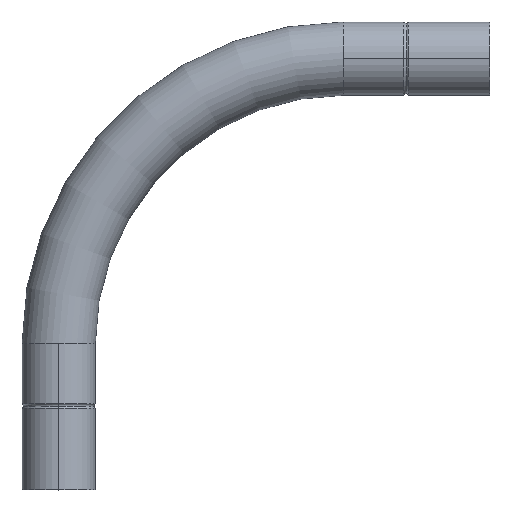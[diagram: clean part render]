
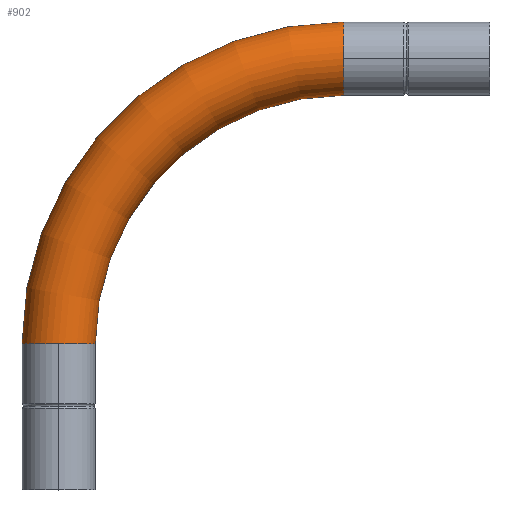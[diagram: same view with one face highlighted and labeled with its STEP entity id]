
A CAD part, top view. The second image highlights one B-rep face of the part: STEP entity #902.
In plain terms, the highlighted toroidal (fillet/blend) face has major radius 170 mm and minor radius 21.85 mm.
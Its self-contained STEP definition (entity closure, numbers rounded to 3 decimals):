
#9 = CARTESIAN_POINT ( 'NONE',  ( 0., 0., 0. ) ) ;
#17 = EDGE_CURVE ( 'NONE', #920, #1111, #62, .T. ) ;
#24 = AXIS2_PLACEMENT_3D ( 'NONE', #89, #90, #96 ) ;
#62 = CIRCLE ( 'NONE', #931, 21.85 ) ;
#72 = CARTESIAN_POINT ( 'NONE',  ( 0., 191.85, 0. ) ) ;
#89 = CARTESIAN_POINT ( 'NONE',  ( 0., 170., 0. ) ) ;
#90 = DIRECTION ( 'NONE',  ( -1., 0., 0. ) ) ;
#96 = DIRECTION ( 'NONE',  ( 0., 0., 1. ) ) ;
#116 = AXIS2_PLACEMENT_3D ( 'NONE', #588, #593, #673 ) ;
#126 = VERTEX_POINT ( 'NONE', #769 ) ;
#139 = DIRECTION ( 'NONE',  ( 0., 0., -1. ) ) ;
#171 = VERTEX_POINT ( 'NONE', #72 ) ;
#210 = FACE_OUTER_BOUND ( 'NONE', #737, .T. ) ;
#215 = CARTESIAN_POINT ( 'NONE',  ( 0., 0., 0. ) ) ;
#227 = ORIENTED_EDGE ( 'NONE', *, *, #340, .T. ) ;
#272 = CARTESIAN_POINT ( 'NONE',  ( -191.85, 0., 0. ) ) ;
#278 = VERTEX_POINT ( 'NONE', #477 ) ;
#303 = AXIS2_PLACEMENT_3D ( 'NONE', #688, #529, #613 ) ;
#340 = EDGE_CURVE ( 'NONE', #719, #126, #1064, .T. ) ;
#384 = ORIENTED_EDGE ( 'NONE', *, *, #615, .T. ) ;
#393 = ORIENTED_EDGE ( 'NONE', *, *, #17, .F. ) ;
#453 = DIRECTION ( 'NONE',  ( -1., 0., 0. ) ) ;
#477 = CARTESIAN_POINT ( 'NONE',  ( 0., 170., 21.85 ) ) ;
#515 = CARTESIAN_POINT ( 'NONE',  ( -170., 0., 0. ) ) ;
#529 = DIRECTION ( 'NONE',  ( 0., -1., 0. ) ) ;
#577 = EDGE_CURVE ( 'NONE', #1111, #171, #650, .T. ) ;
#578 = ORIENTED_EDGE ( 'NONE', *, *, #697, .F. ) ;
#584 = CIRCLE ( 'NONE', #303, 21.85 ) ;
#588 = CARTESIAN_POINT ( 'NONE',  ( 0., 0., 0. ) ) ;
#593 = DIRECTION ( 'NONE',  ( 0., 0., -1. ) ) ;
#596 = CARTESIAN_POINT ( 'NONE',  ( -170., 0., 21.85 ) ) ;
#613 = DIRECTION ( 'NONE',  ( 0., 0., 1. ) ) ;
#615 = EDGE_CURVE ( 'NONE', #126, #278, #1076, .T. ) ;
#618 = CARTESIAN_POINT ( 'NONE',  ( 0., 170., 0. ) ) ;
#629 = DIRECTION ( 'NONE',  ( -1., 0., 0. ) ) ;
#633 = DIRECTION ( 'NONE',  ( 0., 0., 1. ) ) ;
#650 = CIRCLE ( 'NONE', #974, 191.85 ) ;
#666 = TOROIDAL_SURFACE ( 'NONE', #116, 170., 21.85 ) ;
#673 = DIRECTION ( 'NONE',  ( -1., 0., 0. ) ) ;
#688 = CARTESIAN_POINT ( 'NONE',  ( -170., 0., 0. ) ) ;
#692 = CIRCLE ( 'NONE', #1007, 21.85 ) ;
#697 = EDGE_CURVE ( 'NONE', #719, #920, #584, .T. ) ;
#719 = VERTEX_POINT ( 'NONE', #877 ) ;
#737 = EDGE_LOOP ( 'NONE', ( #1010, #393, #578, #227, #384, #771 ) ) ;
#769 = CARTESIAN_POINT ( 'NONE',  ( 0., 148.15, 0. ) ) ;
#771 = ORIENTED_EDGE ( 'NONE', *, *, #869, .T. ) ;
#775 = DIRECTION ( 'NONE',  ( 0., 0., -1. ) ) ;
#863 = DIRECTION ( 'NONE',  ( -1., 0., 0. ) ) ;
#869 = EDGE_CURVE ( 'NONE', #278, #171, #692, .T. ) ;
#877 = CARTESIAN_POINT ( 'NONE',  ( -148.15, 0., 0. ) ) ;
#902 = ADVANCED_FACE ( 'NONE', ( #210 ), #666, .T. ) ;
#920 = VERTEX_POINT ( 'NONE', #596 ) ;
#931 = AXIS2_PLACEMENT_3D ( 'NONE', #515, #1043, #952 ) ;
#952 = DIRECTION ( 'NONE',  ( 0., 0., 1. ) ) ;
#974 = AXIS2_PLACEMENT_3D ( 'NONE', #9, #775, #863 ) ;
#1003 = AXIS2_PLACEMENT_3D ( 'NONE', #215, #139, #453 ) ;
#1007 = AXIS2_PLACEMENT_3D ( 'NONE', #618, #629, #633 ) ;
#1010 = ORIENTED_EDGE ( 'NONE', *, *, #577, .F. ) ;
#1043 = DIRECTION ( 'NONE',  ( 0., -1., 0. ) ) ;
#1064 = CIRCLE ( 'NONE', #1003, 148.15 ) ;
#1076 = CIRCLE ( 'NONE', #24, 21.85 ) ;
#1111 = VERTEX_POINT ( 'NONE', #272 ) ;
